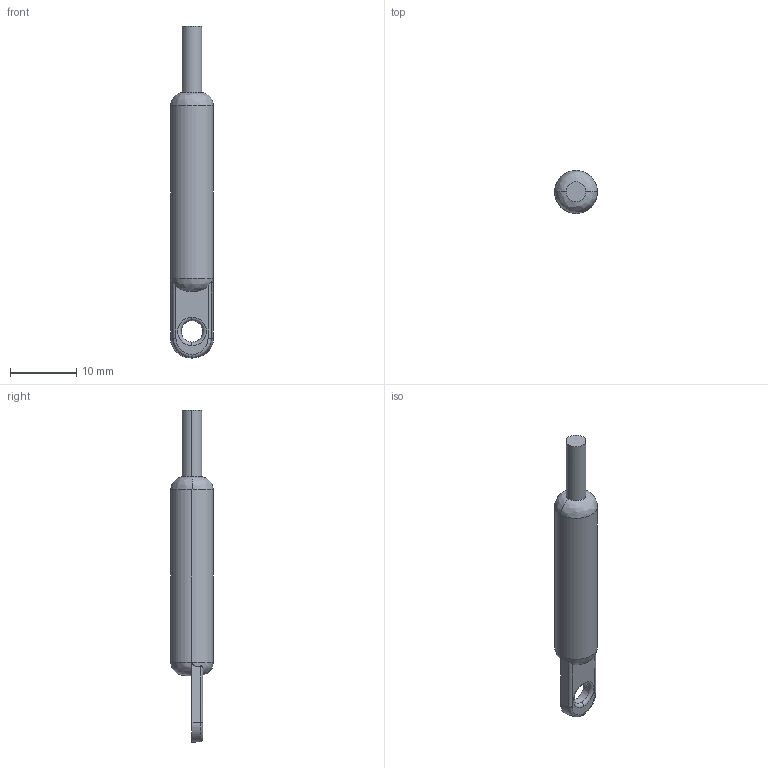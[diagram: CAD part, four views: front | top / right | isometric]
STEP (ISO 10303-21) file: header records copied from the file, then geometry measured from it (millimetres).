
FILE_DESCRIPTION((''),'2;1');
FILE_NAME('CAD-7259','2021-05-26T10:06:27',('creinig-se'),(''),'CREO PARAMETRIC BY PTC INC, 2019292','CREO PARAMETRIC BY PTC INC, 2019292','');
FILE_SCHEMA(('CONFIG_CONTROL_DESIGN','SHAPE_APPEARANCE_LAYERS_GROUPS'));
Length unit declared in the file: millimetre
Products named in the file (1): CAD-7259
Bounding box: 6.47 x 6.47 x 50 mm (x, y, z)
Volume: 1105.7 mm3; surface area: 879 mm2
Topology: 1 solids, 1 shells, 26 faces, 67 edges, 44 vertices
Faces by surface type: plane 8, cylinder 8, bspline 6, torus 2, cone 2
Entity records: 1376 total; most frequent: CARTESIAN_POINT 439, ORIENTED_EDGE 134, DIRECTION 118, PRESENTATION_STYLE_ASSIGNMENT 71, STYLED_ITEM 68, CURVE_STYLE 67, EDGE_CURVE 67, AXIS2_PLACEMENT_3D 50
